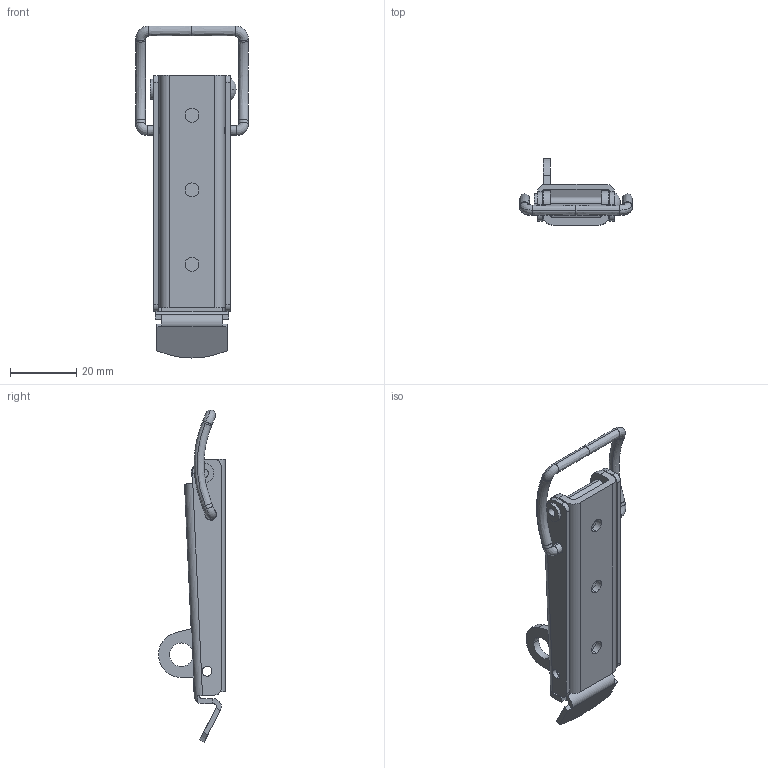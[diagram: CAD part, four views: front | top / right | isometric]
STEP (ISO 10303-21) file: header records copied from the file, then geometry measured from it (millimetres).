
FILE_DESCRIPTION (( 'STEP AP214' ), '1' );
FILE_NAME ('04041-Hold Down Latch Padlockable Nickel Plated 86mm.STEP', '2019-07-16T01:28:03', ( '' ), ( '' ), 'SwSTEP 2.0', 'SolidWorks 2018', '' );
FILE_SCHEMA (( 'AUTOMOTIVE_DESIGN' ));
Length unit declared in the file: millimetre
Products named in the file (5): 04041-Hold Down Latch Padlockable Nickel Plated 86mm; 04041 - Base; 04041 - Hinge Pin; 04041 -Body; 04041 - Hook
Assembly tree (4 placements, depth 2):
  04041-Hold Down Latch Padlockable Nickel Plated 86mm
    04041 - Base
    04041 -Body
    04041 - Hook
    04041 - Hinge Pin
Bounding box: 34 x 20.19 x 100.16 mm (x, y, z)
Volume: 9342.1 mm3; surface area: 12260.4 mm2
Topology: 4 solids, 4 shells, 433 faces, 1138 edges, 741 vertices
Faces by surface type: plane 234, bspline 123, cylinder 74, sphere 2
Entity records: 24044 total; most frequent: CARTESIAN_POINT 13744, ORIENTED_EDGE 2276, DIRECTION 1738, EDGE_CURVE 1138, VERTEX_POINT 741, LINE 728, VECTOR 728, AXIS2_PLACEMENT_3D 505
